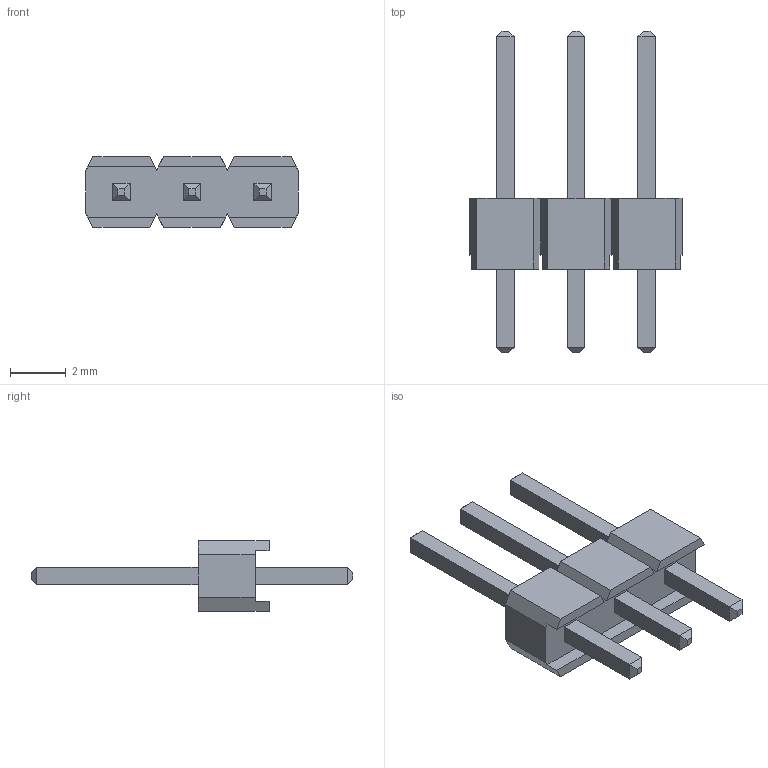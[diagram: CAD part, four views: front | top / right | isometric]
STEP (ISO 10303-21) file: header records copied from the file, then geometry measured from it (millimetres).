
FILE_DESCRIPTION (( 'STEP AP214' ), '1' );
FILE_NAME ('Connector Pin Male Vertical 3-pin 1-row 2.54mm Through Hole 250V 3A Wurth Electronics 61300311121.STEP', '2018-02-12T16:16:35', ( '' ), ( '' ), 'SwSTEP 2.0', 'SolidWorks 2016', '' );
FILE_SCHEMA (( 'AUTOMOTIVE_DESIGN' ));
Length unit declared in the file: millimetre
Products named in the file (3): 61300311121; Connector Pin Male Vertical 3-pin 1-row 2.54mm Through Hole 250V 3A Wurth Electronics 61300311121; 6130xx11121_PIN
Assembly tree (4 placements, depth 2):
  Connector Pin Male Vertical 3-pin 1-row 2.54mm Through Hole 250V 3A Wurth Electronics 61300311121
    61300311121
    6130xx11121_PIN  x3
Bounding box: 7.62 x 11.54 x 2.54 mm (x, y, z)
Volume: 51.9 mm3; surface area: 200.1 mm2
Topology: 4 solids, 4 shells, 88 faces, 216 edges, 136 vertices
Faces by surface type: plane 88
Entity records: 1958 total; most frequent: CARTESIAN_POINT 331, ORIENTED_EDGE 320, DIRECTION 294, LINE 160, EDGE_CURVE 160, VECTOR 160, VERTEX_POINT 104, AXIS2_PLACEMENT_3D 67
